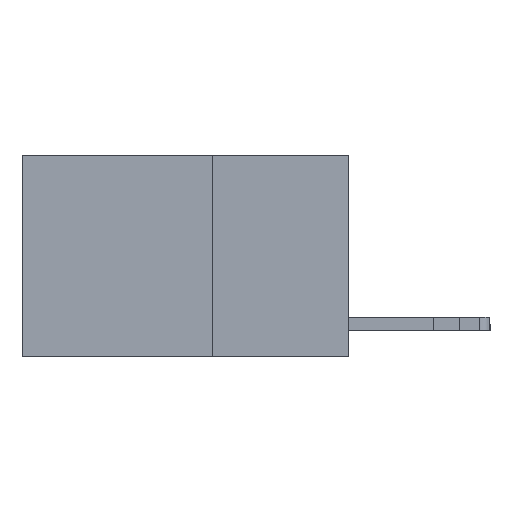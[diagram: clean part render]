
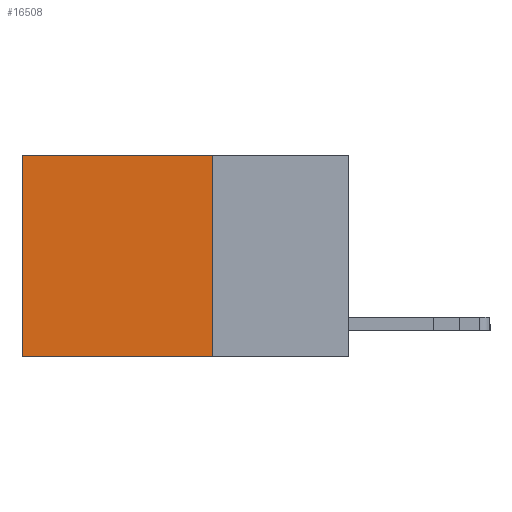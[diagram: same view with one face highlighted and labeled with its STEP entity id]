
A CAD part, left-side view. The second image highlights one B-rep face of the part: STEP entity #16508.
In plain terms, the highlighted planar face has unit normal (-1, 0, 0).
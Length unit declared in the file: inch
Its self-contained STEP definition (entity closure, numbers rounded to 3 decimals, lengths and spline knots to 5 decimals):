
#650 = VERTEX_POINT ( 'NONE', #9491 ) ;
#857 = VERTEX_POINT ( 'NONE', #16040 ) ;
#1632 = VERTEX_POINT ( 'NONE', #8036 ) ;
#1779 = VERTEX_POINT ( 'NONE', #12135 ) ;
#1867 = VECTOR ( 'NONE', #4388, 39.37008 ) ;
#2557 = EDGE_CURVE ( 'NONE', #650, #1632, #2885, .T. ) ;
#2885 = LINE ( 'NONE', #17931, #1867 ) ;
#3040 = LINE ( 'NONE', #16798, #12925 ) ;
#3311 = CARTESIAN_POINT ( 'NONE',  ( 0.2625, 0.25, 0. ) ) ;
#4388 = DIRECTION ( 'NONE',  ( 0., 1., 0. ) ) ;
#4667 = AXIS2_PLACEMENT_3D ( 'NONE', #3311, #8197, #10993 ) ;
#4817 = FACE_OUTER_BOUND ( 'NONE', #6561, .T. ) ;
#5948 = EDGE_CURVE ( 'NONE', #857, #1779, #16434, .T. ) ;
#6561 = EDGE_LOOP ( 'NONE', ( #8486, #15508, #19209, #17844 ) ) ;
#7262 = VECTOR ( 'NONE', #14741, 39.37008 ) ;
#8036 = CARTESIAN_POINT ( 'NONE',  ( 0.2625, 0.6, 0. ) ) ;
#8197 = DIRECTION ( 'NONE',  ( 1., 0., 0. ) ) ;
#8486 = ORIENTED_EDGE ( 'NONE', *, *, #9707, .T. ) ;
#9491 = CARTESIAN_POINT ( 'NONE',  ( 0.2625, 0.25, 0. ) ) ;
#9707 = EDGE_CURVE ( 'NONE', #1632, #1779, #3040, .T. ) ;
#10993 = DIRECTION ( 'NONE',  ( 0., 0., -1. ) ) ;
#11765 = DIRECTION ( 'NONE',  ( 0., 1., 0. ) ) ;
#12135 = CARTESIAN_POINT ( 'NONE',  ( 0.2625, 0.6, -0.37 ) ) ;
#12291 = EDGE_CURVE ( 'NONE', #650, #857, #13546, .T. ) ;
#12925 = VECTOR ( 'NONE', #18683, 39.37008 ) ;
#13546 = LINE ( 'NONE', #17734, #7262 ) ;
#14741 = DIRECTION ( 'NONE',  ( 0., 0., -1. ) ) ;
#15080 = VECTOR ( 'NONE', #11765, 39.37008 ) ;
#15508 = ORIENTED_EDGE ( 'NONE', *, *, #5948, .F. ) ;
#16036 = CARTESIAN_POINT ( 'NONE',  ( 0.2625, 0.25, -0.37 ) ) ;
#16040 = CARTESIAN_POINT ( 'NONE',  ( 0.2625, 0.25, -0.37 ) ) ;
#16434 = LINE ( 'NONE', #16036, #15080 ) ;
#16508 = ADVANCED_FACE ( 'NONE', ( #4817 ), #16975, .F. ) ;
#16798 = CARTESIAN_POINT ( 'NONE',  ( 0.2625, 0.6, 0. ) ) ;
#16975 = PLANE ( 'NONE',  #4667 ) ;
#17734 = CARTESIAN_POINT ( 'NONE',  ( 0.2625, 0.25, 0. ) ) ;
#17844 = ORIENTED_EDGE ( 'NONE', *, *, #2557, .T. ) ;
#17931 = CARTESIAN_POINT ( 'NONE',  ( 0.2625, 0.25, 0. ) ) ;
#18683 = DIRECTION ( 'NONE',  ( 0., 0., -1. ) ) ;
#19209 = ORIENTED_EDGE ( 'NONE', *, *, #12291, .F. ) ;
